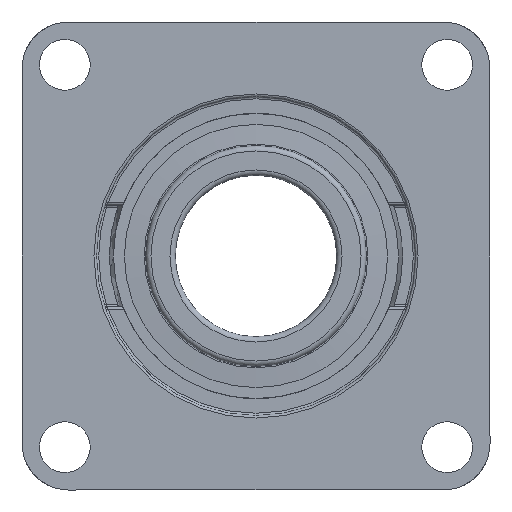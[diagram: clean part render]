
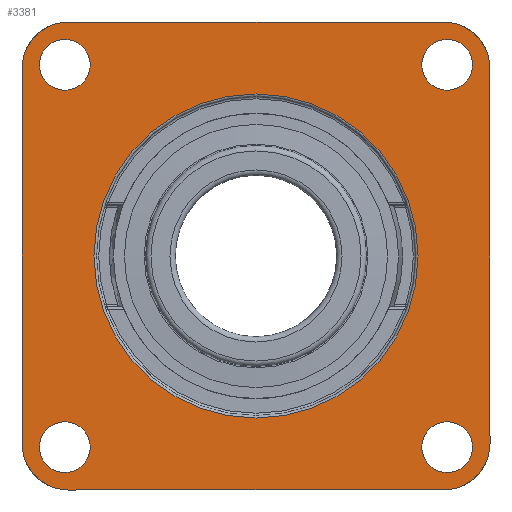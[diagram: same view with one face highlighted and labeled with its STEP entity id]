
A CAD part, left-side view. The second image highlights one B-rep face of the part: STEP entity #3381.
In plain terms, the highlighted face is planar.
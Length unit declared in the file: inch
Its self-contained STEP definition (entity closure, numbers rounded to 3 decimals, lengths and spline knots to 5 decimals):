
#854=VECTOR('',#9094,1.);
#855=VECTOR('',#9095,1.);
#856=VECTOR('',#9098,1.);
#857=VECTOR('',#9099,1.);
#956=LINE('',#5727,#854);
#957=LINE('',#5729,#855);
#958=LINE('',#5733,#856);
#959=LINE('',#5734,#857);
#1153=PLANE('',#3651);
#1291=VERTEX_POINT('',#4779);
#1292=VERTEX_POINT('',#4781);
#1331=VERTEX_POINT('',#5644);
#1332=VERTEX_POINT('',#5646);
#1334=VERTEX_POINT('',#5652);
#1347=VERTEX_POINT('',#5728);
#1348=VERTEX_POINT('',#5730);
#1349=VERTEX_POINT('',#5732);
#1350=VERTEX_POINT('',#5735);
#1351=VERTEX_POINT('',#5738);
#1352=VERTEX_POINT('',#5740);
#1353=VERTEX_POINT('',#5742);
#1354=VERTEX_POINT('',#5744);
#1533=CIRCLE('',#3588,0.6875);
#1568=CIRCLE('',#3642,0.6875);
#1570=CIRCLE('',#3645,2.385);
#1575=CIRCLE('',#3652,0.6875);
#1576=CIRCLE('',#3653,0.6875);
#1577=CIRCLE('',#3654,0.37402);
#1578=CIRCLE('',#3655,0.37402);
#1579=CIRCLE('',#3656,0.37402);
#1580=CIRCLE('',#3657,0.37402);
#1759=EDGE_CURVE('',#1291,#1292,#1533,.T.);
#1824=EDGE_CURVE('',#1331,#1332,#1568,.T.);
#1827=EDGE_CURVE('',#1334,#1334,#1570,.T.);
#1840=EDGE_CURVE('',#1347,#1332,#956,.T.);
#1841=EDGE_CURVE('',#1331,#1348,#957,.T.);
#1842=EDGE_CURVE('',#1349,#1348,#1575,.T.);
#1843=EDGE_CURVE('',#1349,#1292,#958,.T.);
#1844=EDGE_CURVE('',#1291,#1350,#959,.T.);
#1845=EDGE_CURVE('',#1347,#1350,#1576,.T.);
#1846=EDGE_CURVE('',#1351,#1351,#1577,.T.);
#1847=EDGE_CURVE('',#1352,#1352,#1578,.T.);
#1848=EDGE_CURVE('',#1353,#1353,#1579,.T.);
#1849=EDGE_CURVE('',#1354,#1354,#1580,.T.);
#2298=ORIENTED_EDGE('',*,*,#1840,.T.);
#2299=ORIENTED_EDGE('',*,*,#1824,.F.);
#2300=ORIENTED_EDGE('',*,*,#1841,.T.);
#2301=ORIENTED_EDGE('',*,*,#1842,.F.);
#2302=ORIENTED_EDGE('',*,*,#1843,.T.);
#2303=ORIENTED_EDGE('',*,*,#1759,.F.);
#2304=ORIENTED_EDGE('',*,*,#1844,.T.);
#2305=ORIENTED_EDGE('',*,*,#1845,.F.);
#2306=ORIENTED_EDGE('',*,*,#1846,.T.);
#2307=ORIENTED_EDGE('',*,*,#1847,.T.);
#2308=ORIENTED_EDGE('',*,*,#1848,.T.);
#2309=ORIENTED_EDGE('',*,*,#1849,.T.);
#2310=ORIENTED_EDGE('',*,*,#1827,.F.);
#2867=EDGE_LOOP('',(#2298,#2299,#2300,#2301,#2302,#2303,#2304,#2305));
#2868=EDGE_LOOP('',(#2306));
#2869=EDGE_LOOP('',(#2307));
#2870=EDGE_LOOP('',(#2308));
#2871=EDGE_LOOP('',(#2309));
#2872=EDGE_LOOP('',(#2310));
#3123=FACE_BOUND('',#2867,.T.);
#3124=FACE_BOUND('',#2868,.T.);
#3125=FACE_BOUND('',#2869,.T.);
#3126=FACE_BOUND('',#2870,.T.);
#3127=FACE_BOUND('',#2871,.T.);
#3128=FACE_BOUND('',#2872,.T.);
#3381=ADVANCED_FACE('',(#3123,#3124,#3125,#3126,#3127,#3128),#1153,.F.);
#3588=AXIS2_PLACEMENT_3D('',#4780,#8952,#8953);
#3642=AXIS2_PLACEMENT_3D('',#5645,#9071,#9072);
#3645=AXIS2_PLACEMENT_3D('',#5651,#9077,#9078);
#3651=AXIS2_PLACEMENT_3D('',#5726,#9093,$);
#3652=AXIS2_PLACEMENT_3D('',#5731,#9096,#9097);
#3653=AXIS2_PLACEMENT_3D('',#5736,#9100,#9101);
#3654=AXIS2_PLACEMENT_3D('',#5737,#9102,#9103);
#3655=AXIS2_PLACEMENT_3D('',#5739,#9104,#9105);
#3656=AXIS2_PLACEMENT_3D('',#5741,#9106,#9107);
#3657=AXIS2_PLACEMENT_3D('',#5743,#9108,#9109);
#4779=CARTESIAN_POINT('',(-2.75738,3.44488,0.));
#4780=CARTESIAN_POINT('',(-2.75738,2.75738,0.));
#4781=CARTESIAN_POINT('',(-3.44488,2.75738,0.));
#5644=CARTESIAN_POINT('',(2.75738,-3.44488,0.));
#5645=CARTESIAN_POINT('',(2.75738,-2.75738,0.));
#5646=CARTESIAN_POINT('',(3.44488,-2.75738,0.));
#5651=CARTESIAN_POINT('',(0.,0.,0.));
#5652=CARTESIAN_POINT('',(0.,2.385,0.));
#5726=CARTESIAN_POINT('',(0.,0.,0.));
#5727=CARTESIAN_POINT('',(3.44488,2.75738,0.));
#5728=CARTESIAN_POINT('',(3.44488,2.75738,0.));
#5729=CARTESIAN_POINT('',(2.75738,-3.44488,0.));
#5730=CARTESIAN_POINT('',(-2.75738,-3.44488,0.));
#5731=CARTESIAN_POINT('',(-2.75738,-2.75738,0.));
#5732=CARTESIAN_POINT('',(-3.44488,-2.75738,0.));
#5733=CARTESIAN_POINT('',(-3.44488,-2.75738,0.));
#5734=CARTESIAN_POINT('',(-2.75738,3.44488,0.));
#5735=CARTESIAN_POINT('',(2.75738,3.44488,0.));
#5736=CARTESIAN_POINT('',(2.75738,2.75738,0.));
#5737=CARTESIAN_POINT('',(-2.81496,2.81496,0.));
#5738=CARTESIAN_POINT('',(-3.18898,2.81496,0.));
#5739=CARTESIAN_POINT('',(-2.81496,-2.81496,0.));
#5740=CARTESIAN_POINT('',(-2.81496,-3.18898,0.));
#5741=CARTESIAN_POINT('',(2.81496,-2.81496,0.));
#5742=CARTESIAN_POINT('',(3.18898,-2.81496,0.));
#5743=CARTESIAN_POINT('',(2.81496,2.81496,0.));
#5744=CARTESIAN_POINT('',(2.81496,3.18898,0.));
#8952=DIRECTION('',(0.,0.,1.));
#8953=DIRECTION('',(0.688,0.,0.));
#9071=DIRECTION('',(0.,0.,1.));
#9072=DIRECTION('',(0.688,0.,0.));
#9077=DIRECTION('',(0.,0.,-1.));
#9078=DIRECTION('',(0.,-2.385,0.));
#9093=DIRECTION('',(0.,0.,1.));
#9094=DIRECTION('',(0.,-1.,0.));
#9095=DIRECTION('',(-1.,0.,0.));
#9096=DIRECTION('',(0.,0.,1.));
#9097=DIRECTION('',(0.688,0.,0.));
#9098=DIRECTION('',(0.,1.,0.));
#9099=DIRECTION('',(1.,0.,0.));
#9100=DIRECTION('',(0.,0.,1.));
#9101=DIRECTION('',(0.688,0.,0.));
#9102=DIRECTION('',(0.,0.,1.));
#9103=DIRECTION('',(0.374,0.,0.));
#9104=DIRECTION('',(0.,0.,1.));
#9105=DIRECTION('',(0.,0.374,0.));
#9106=DIRECTION('',(0.,0.,1.));
#9107=DIRECTION('',(-0.374,0.,0.));
#9108=DIRECTION('',(0.,0.,1.));
#9109=DIRECTION('',(0.,-0.374,0.));
